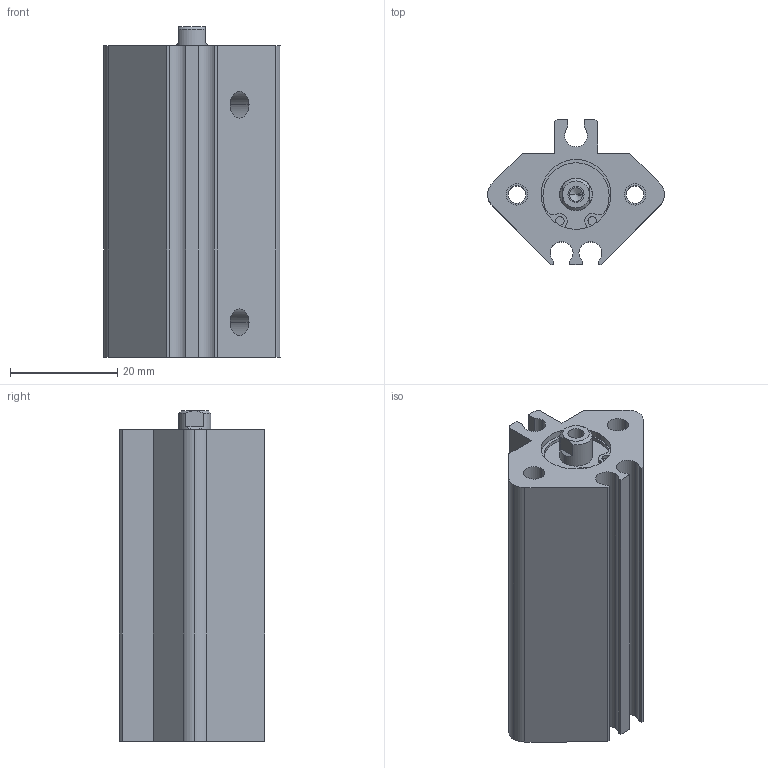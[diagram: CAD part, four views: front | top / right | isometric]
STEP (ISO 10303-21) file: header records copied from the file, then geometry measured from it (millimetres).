
FILE_DESCRIPTION (( 'STEP AP214' ), '1' );
FILE_NAME ('5001-5003.5003.STEP', '2016-04-07T17:31:17', ( 'User' ), ( 'Microsoft' ), 'SwSTEP 2.0', 'SolidWorks 2016', '' );
FILE_SCHEMA (( 'AUTOMOTIVE_DESIGN' ));
Length unit declared in the file: millimetre
Products named in the file (1): 5001-5003.5003
Bounding box: 32.86 x 27 x 61.5 mm (x, y, z)
Volume: 24475.4 mm3; surface area: 13296.3 mm2
Topology: 3 solids, 3 shells, 123 faces, 317 edges, 207 vertices
Faces by surface type: cylinder 69, plane 50, cone 4
Entity records: 4147 total; most frequent: CARTESIAN_POINT 813, DIRECTION 693, ORIENTED_EDGE 630, EDGE_CURVE 315, AXIS2_PLACEMENT_3D 271, VERTEX_POINT 207, VECTOR 151, LINE 151
